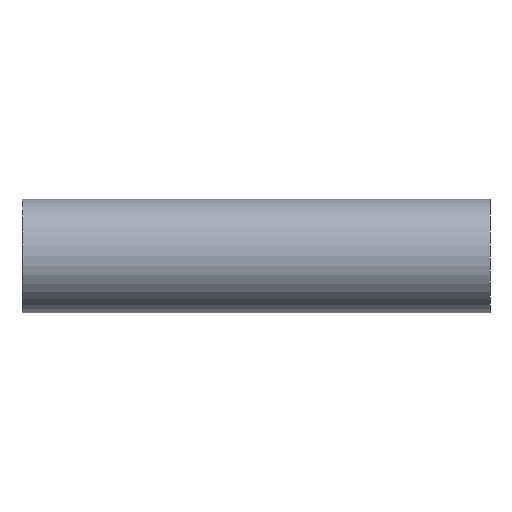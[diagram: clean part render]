
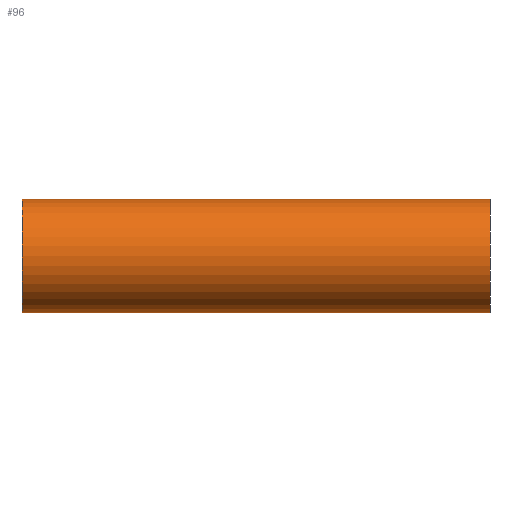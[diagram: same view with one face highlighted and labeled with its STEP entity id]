
A CAD part, top view. The second image highlights one B-rep face of the part: STEP entity #96.
In plain terms, the highlighted cylindrical face has radius 10 mm (diameter 20 mm), a partial arc.
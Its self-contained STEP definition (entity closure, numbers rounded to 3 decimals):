
#57=CARTESIAN_POINT('Axis2P3D Location',(41.3,0.,0.)) ;
#62=CARTESIAN_POINT('Line Origine',(41.3,10.,0.)) ;
#66=CARTESIAN_POINT('Vertex',(0.,10.,0.)) ;
#68=CARTESIAN_POINT('Vertex',(82.6,10.,0.)) ;
#71=CARTESIAN_POINT('Axis2P3D Location',(0.,0.,0.)) ;
#75=CARTESIAN_POINT('Vertex',(0.,-10.,0.)) ;
#78=CARTESIAN_POINT('Line Origine',(41.3,-10.,0.)) ;
#82=CARTESIAN_POINT('Vertex',(82.6,-10.,0.)) ;
#85=CARTESIAN_POINT('Axis2P3D Location',(82.6,0.,0.)) ;
#58=DIRECTION('Axis2P3D Direction',(1.,0.,0.)) ;
#59=DIRECTION('Axis2P3D XDirection',(0.,1.,0.)) ;
#63=DIRECTION('Vector Direction',(1.,0.,0.)) ;
#72=DIRECTION('Axis2P3D Direction',(1.,0.,0.)) ;
#79=DIRECTION('Vector Direction',(1.,0.,0.)) ;
#86=DIRECTION('Axis2P3D Direction',(1.,0.,0.)) ;
#60=AXIS2_PLACEMENT_3D('Cylinder Axis2P3D',#57,#58,#59) ;
#73=AXIS2_PLACEMENT_3D('Circle Axis2P3D',#71,#72,$) ;
#87=AXIS2_PLACEMENT_3D('Circle Axis2P3D',#85,#86,$) ;
#91=ORIENTED_EDGE('',*,*,#70,.F.) ;
#92=ORIENTED_EDGE('',*,*,#77,.T.) ;
#93=ORIENTED_EDGE('',*,*,#84,.T.) ;
#94=ORIENTED_EDGE('',*,*,#89,.F.) ;
#64=VECTOR('Line Direction',#63,1.) ;
#80=VECTOR('Line Direction',#79,1.) ;
#96=ADVANCED_FACE('Corps principal',(#95),#61,.T.) ;
#74=CIRCLE('generated circle',#73,10.) ;
#88=CIRCLE('generated circle',#87,10.) ;
#61=CYLINDRICAL_SURFACE('generated cylinder',#60,10.) ;
#70=EDGE_CURVE('',#67,#69,#65,.T.) ;
#77=EDGE_CURVE('',#67,#76,#74,.T.) ;
#84=EDGE_CURVE('',#76,#83,#81,.T.) ;
#89=EDGE_CURVE('',#69,#83,#88,.T.) ;
#90=EDGE_LOOP('',(#91,#92,#93,#94)) ;
#95=FACE_OUTER_BOUND('',#90,.T.) ;
#65=LINE('Line',#62,#64) ;
#81=LINE('Line',#78,#80) ;
#67=VERTEX_POINT('',#66) ;
#69=VERTEX_POINT('',#68) ;
#76=VERTEX_POINT('',#75) ;
#83=VERTEX_POINT('',#82) ;
